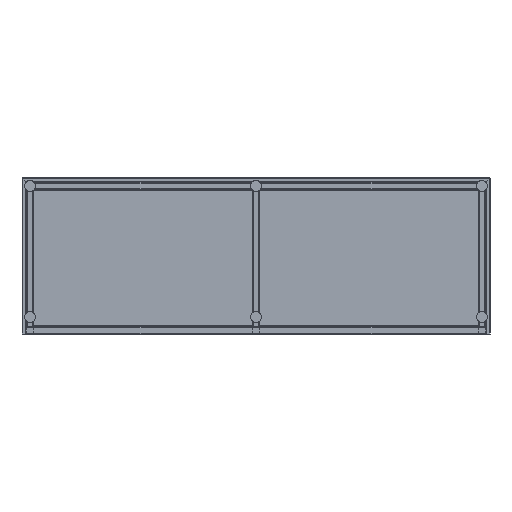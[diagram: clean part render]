
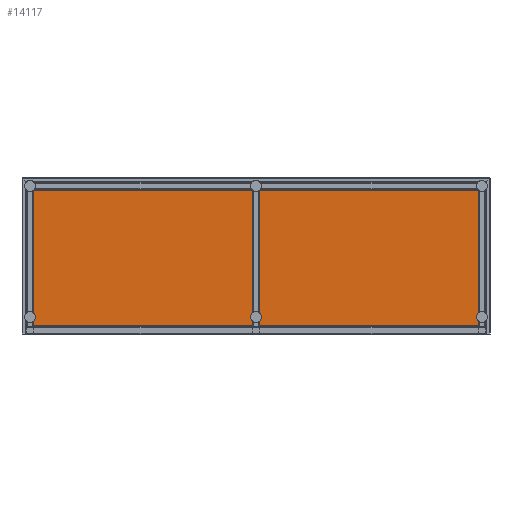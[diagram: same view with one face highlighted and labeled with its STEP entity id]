
A CAD part, front view. The second image highlights one B-rep face of the part: STEP entity #14117.
In plain terms, the highlighted free-form (B-spline) face has degree [1, 1] with [2, 2] control points.
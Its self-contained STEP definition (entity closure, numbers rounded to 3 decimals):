
#13892 = VERTEX_POINT('',#13893);
#13893 = CARTESIAN_POINT('',(-963.162,-635.986,
    -53.16));
#13907 = VERTEX_POINT('',#13908);
#13908 = CARTESIAN_POINT('',(-17.398,-635.986,
    -53.16));
#13914 = EDGE_CURVE('',#13892,#13907,#13915,.T.);
#13915 = B_SPLINE_CURVE_WITH_KNOTS('',1,(#13916,#13917),.UNSPECIFIED.,
  .F.,.F.,(2,2),(0.,978.5),.PIECEWISE_BEZIER_KNOTS.);
#13916 = CARTESIAN_POINT('',(-963.162,-635.986,
    -53.16));
#13917 = CARTESIAN_POINT('',(-17.398,-635.986,
    -53.16));
#14038 = VERTEX_POINT('',#14039);
#14039 = CARTESIAN_POINT('',(963.162,-635.986,
    -53.16));
#14046 = EDGE_CURVE('',#14038,#14047,#14049,.T.);
#14047 = VERTEX_POINT('',#14048);
#14048 = CARTESIAN_POINT('',(994.574,-635.986,
    -53.16));
#14049 = B_SPLINE_CURVE_WITH_KNOTS('',1,(#14050,#14051),.UNSPECIFIED.,
  .F.,.F.,(2,2),(-32.5,0.),.PIECEWISE_BEZIER_KNOTS.);
#14050 = CARTESIAN_POINT('',(963.162,-635.986,
    -53.16));
#14051 = CARTESIAN_POINT('',(994.574,-635.986,
    -53.16));
#14117 = ADVANCED_FACE('',(#14118),#14160,.T.);
#14118 = FACE_BOUND('',#14119,.T.);
#14119 = EDGE_LOOP('',(#14120,#14129,#14136,#14141,#14142,#14149,#14154,
    #14155));
#14120 = ORIENTED_EDGE('',*,*,#14121,.F.);
#14121 = EDGE_CURVE('',#14122,#14124,#14126,.T.);
#14122 = VERTEX_POINT('',#14123);
#14123 = CARTESIAN_POINT('',(-994.574,-635.986,
    -640.336));
#14124 = VERTEX_POINT('',#14125);
#14125 = CARTESIAN_POINT('',(-994.574,-635.986,
    -53.16));
#14126 = B_SPLINE_CURVE_WITH_KNOTS('',1,(#14127,#14128),.UNSPECIFIED.,
  .F.,.F.,(2,2),(4.5,612.),.PIECEWISE_BEZIER_KNOTS.);
#14127 = CARTESIAN_POINT('',(-994.574,-635.986,
    -640.336));
#14128 = CARTESIAN_POINT('',(-994.574,-635.986,
    -53.16));
#14129 = ORIENTED_EDGE('',*,*,#14130,.T.);
#14130 = EDGE_CURVE('',#14122,#14131,#14133,.T.);
#14131 = VERTEX_POINT('',#14132);
#14132 = CARTESIAN_POINT('',(994.574,-635.986,
    -640.336));
#14133 = B_SPLINE_CURVE_WITH_KNOTS('',1,(#14134,#14135),.UNSPECIFIED.,
  .F.,.F.,(2,2),(0.,2058.),.PIECEWISE_BEZIER_KNOTS.);
#14134 = CARTESIAN_POINT('',(-994.574,-635.986,
    -640.336));
#14135 = CARTESIAN_POINT('',(994.574,-635.986,
    -640.336));
#14136 = ORIENTED_EDGE('',*,*,#14137,.F.);
#14137 = EDGE_CURVE('',#14047,#14131,#14138,.T.);
#14138 = B_SPLINE_CURVE_WITH_KNOTS('',1,(#14139,#14140),.UNSPECIFIED.,
  .F.,.F.,(2,2),(-612.,-4.5),.PIECEWISE_BEZIER_KNOTS.);
#14139 = CARTESIAN_POINT('',(994.574,-635.986,
    -53.16));
#14140 = CARTESIAN_POINT('',(994.574,-635.986,
    -640.336));
#14141 = ORIENTED_EDGE('',*,*,#14046,.F.);
#14142 = ORIENTED_EDGE('',*,*,#14143,.F.);
#14143 = EDGE_CURVE('',#14144,#14038,#14146,.T.);
#14144 = VERTEX_POINT('',#14145);
#14145 = CARTESIAN_POINT('',(17.398,-635.986,
    -53.16));
#14146 = B_SPLINE_CURVE_WITH_KNOTS('',1,(#14147,#14148),.UNSPECIFIED.,
  .F.,.F.,(2,2),(1014.5,1993.),.PIECEWISE_BEZIER_KNOTS.);
#14147 = CARTESIAN_POINT('',(17.398,-635.986,
    -53.16));
#14148 = CARTESIAN_POINT('',(963.162,-635.986,
    -53.16));
#14149 = ORIENTED_EDGE('',*,*,#14150,.F.);
#14150 = EDGE_CURVE('',#13907,#14144,#14151,.T.);
#14151 = B_SPLINE_CURVE_WITH_KNOTS('',1,(#14152,#14153),.UNSPECIFIED.,
  .F.,.F.,(2,2),(978.5,1014.5),.PIECEWISE_BEZIER_KNOTS.);
#14152 = CARTESIAN_POINT('',(-17.398,-635.986,
    -53.16));
#14153 = CARTESIAN_POINT('',(17.398,-635.986,
    -53.16));
#14154 = ORIENTED_EDGE('',*,*,#13914,.F.);
#14155 = ORIENTED_EDGE('',*,*,#14156,.F.);
#14156 = EDGE_CURVE('',#14124,#13892,#14157,.T.);
#14157 = B_SPLINE_CURVE_WITH_KNOTS('',1,(#14158,#14159),.UNSPECIFIED.,
  .F.,.F.,(2,2),(-2058.,-2025.5),.PIECEWISE_BEZIER_KNOTS.);
#14158 = CARTESIAN_POINT('',(-994.574,-635.986,
    -53.16));
#14159 = CARTESIAN_POINT('',(-963.162,-635.986,
    -53.16));
#14160 = B_SPLINE_SURFACE_WITH_KNOTS('',1,1,(
    (#14161,#14162)
    ,(#14163,#14164
  )),.UNSPECIFIED.,.F.,.F.,.F.,(2,2),(2,2),(55.,662.5),(-1029.,
    1029.),.PIECEWISE_BEZIER_KNOTS.);
#14161 = CARTESIAN_POINT('',(-994.574,-635.986,
    -53.16));
#14162 = CARTESIAN_POINT('',(994.574,-635.986,
    -53.16));
#14163 = CARTESIAN_POINT('',(-994.574,-635.986,
    -640.336));
#14164 = CARTESIAN_POINT('',(994.574,-635.986,
    -640.336));
